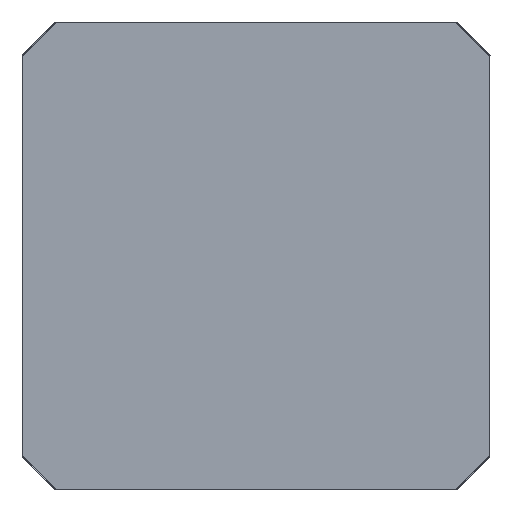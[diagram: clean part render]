
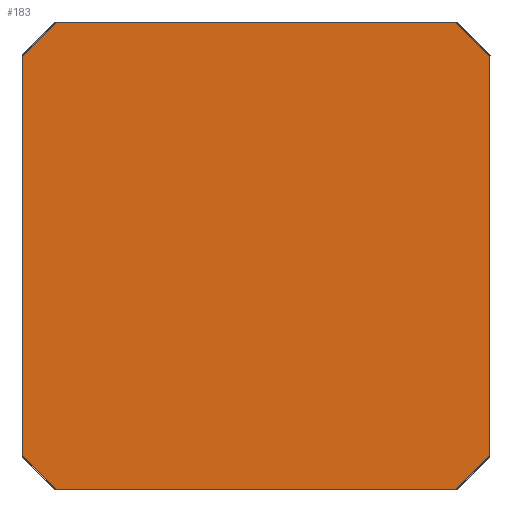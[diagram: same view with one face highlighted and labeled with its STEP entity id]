
A CAD part, front view. The second image highlights one B-rep face of the part: STEP entity #183.
In plain terms, the highlighted planar face has unit normal (0, -1, 0).
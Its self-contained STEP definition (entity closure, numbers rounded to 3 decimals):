
#13 = DIRECTION ( 'NONE',  ( -1., 0., 0. ) ) ;
#16 = CARTESIAN_POINT ( 'NONE',  ( -317., -0.7, -350. ) ) ;
#20 = AXIS2_PLACEMENT_3D ( 'NONE', #705, #690, #689 ) ;
#24 = ORIENTED_EDGE ( 'NONE', *, *, #1200, .F. ) ;
#56 = CARTESIAN_POINT ( 'NONE',  ( -298.643, -0.7, -350. ) ) ;
#63 = EDGE_CURVE ( 'NONE', #371, #269, #457, .T. ) ;
#121 = VECTOR ( 'NONE', #1189, 1000. ) ;
#159 = LINE ( 'NONE', #16, #992 ) ;
#164 = VERTEX_POINT ( 'NONE', #728 ) ;
#183 = ADVANCED_FACE ( 'NONE', ( #890 ), #706, .F. ) ;
#227 = DIRECTION ( 'NONE',  ( 1., 0., 0. ) ) ;
#269 = VERTEX_POINT ( 'NONE', #625 ) ;
#339 = LINE ( 'NONE', #349, #426 ) ;
#349 = CARTESIAN_POINT ( 'NONE',  ( -317., -0.7, 350. ) ) ;
#353 = EDGE_CURVE ( 'NONE', #1080, #371, #1072, .T. ) ;
#371 = VERTEX_POINT ( 'NONE', #559 ) ;
#375 = EDGE_CURVE ( 'NONE', #1229, #1238, #414, .T. ) ;
#414 = LINE ( 'NONE', #566, #900 ) ;
#426 = VECTOR ( 'NONE', #227, 1000. ) ;
#457 = LINE ( 'NONE', #1143, #650 ) ;
#466 = VERTEX_POINT ( 'NONE', #503 ) ;
#491 = CARTESIAN_POINT ( 'NONE',  ( 298.643, -0.7, -350. ) ) ;
#503 = CARTESIAN_POINT ( 'NONE',  ( 350., -0.7, -298.643 ) ) ;
#553 = DIRECTION ( 'NONE',  ( -0.707, 0., 0.707 ) ) ;
#559 = CARTESIAN_POINT ( 'NONE',  ( -350., -0.7, -298.643 ) ) ;
#566 = CARTESIAN_POINT ( 'NONE',  ( 324.321, -0.7, 324.321 ) ) ;
#574 = DIRECTION ( 'NONE',  ( -0.707, 0., 0.707 ) ) ;
#586 = CARTESIAN_POINT ( 'NONE',  ( -324.321, -0.7, -324.321 ) ) ;
#595 = EDGE_CURVE ( 'NONE', #164, #1238, #339, .T. ) ;
#606 = DIRECTION ( 'NONE',  ( -0.707, 0., -0.707 ) ) ;
#625 = CARTESIAN_POINT ( 'NONE',  ( -350., -0.7, 298.643 ) ) ;
#650 = VECTOR ( 'NONE', #1141, 1000. ) ;
#652 = CARTESIAN_POINT ( 'NONE',  ( 324.321, -0.7, -324.321 ) ) ;
#679 = LINE ( 'NONE', #928, #1090 ) ;
#680 = LINE ( 'NONE', #1236, #121 ) ;
#689 = DIRECTION ( 'NONE',  ( 0., 0., 1. ) ) ;
#690 = DIRECTION ( 'NONE',  ( 0., 1., 0. ) ) ;
#705 = CARTESIAN_POINT ( 'NONE',  ( 0., -0.7, 0. ) ) ;
#706 = PLANE ( 'NONE',  #20 ) ;
#728 = CARTESIAN_POINT ( 'NONE',  ( -298.643, -0.7, 350. ) ) ;
#761 = EDGE_CURVE ( 'NONE', #797, #1080, #159, .T. ) ;
#797 = VERTEX_POINT ( 'NONE', #491 ) ;
#840 = DIRECTION ( 'NONE',  ( -0.707, 0., -0.707 ) ) ;
#873 = VECTOR ( 'NONE', #574, 1000. ) ;
#887 = CARTESIAN_POINT ( 'NONE',  ( 350., -0.7, 298.643 ) ) ;
#888 = ORIENTED_EDGE ( 'NONE', *, *, #944, .F. ) ;
#890 = FACE_OUTER_BOUND ( 'NONE', #1107, .T. ) ;
#895 = ORIENTED_EDGE ( 'NONE', *, *, #63, .F. ) ;
#896 = ORIENTED_EDGE ( 'NONE', *, *, #595, .F. ) ;
#900 = VECTOR ( 'NONE', #553, 1000. ) ;
#911 = ORIENTED_EDGE ( 'NONE', *, *, #987, .T. ) ;
#922 = ORIENTED_EDGE ( 'NONE', *, *, #375, .T. ) ;
#928 = CARTESIAN_POINT ( 'NONE',  ( -324.321, -0.7, 324.321 ) ) ;
#937 = ORIENTED_EDGE ( 'NONE', *, *, #353, .F. ) ;
#944 = EDGE_CURVE ( 'NONE', #466, #797, #1044, .T. ) ;
#987 = EDGE_CURVE ( 'NONE', #164, #269, #679, .T. ) ;
#992 = VECTOR ( 'NONE', #13, 1000. ) ;
#1001 = VECTOR ( 'NONE', #606, 1000. ) ;
#1020 = ORIENTED_EDGE ( 'NONE', *, *, #761, .F. ) ;
#1038 = CARTESIAN_POINT ( 'NONE',  ( 298.643, -0.7, 350. ) ) ;
#1044 = LINE ( 'NONE', #652, #1001 ) ;
#1072 = LINE ( 'NONE', #586, #873 ) ;
#1080 = VERTEX_POINT ( 'NONE', #56 ) ;
#1090 = VECTOR ( 'NONE', #840, 1000. ) ;
#1107 = EDGE_LOOP ( 'NONE', ( #896, #911, #895, #937, #1020, #888, #24, #922 ) ) ;
#1141 = DIRECTION ( 'NONE',  ( 0., 0., 1. ) ) ;
#1143 = CARTESIAN_POINT ( 'NONE',  ( -350., -0.7, -317. ) ) ;
#1189 = DIRECTION ( 'NONE',  ( 0., 0., -1. ) ) ;
#1200 = EDGE_CURVE ( 'NONE', #1229, #466, #680, .T. ) ;
#1229 = VERTEX_POINT ( 'NONE', #887 ) ;
#1236 = CARTESIAN_POINT ( 'NONE',  ( 350., -0.7, -317. ) ) ;
#1238 = VERTEX_POINT ( 'NONE', #1038 ) ;
